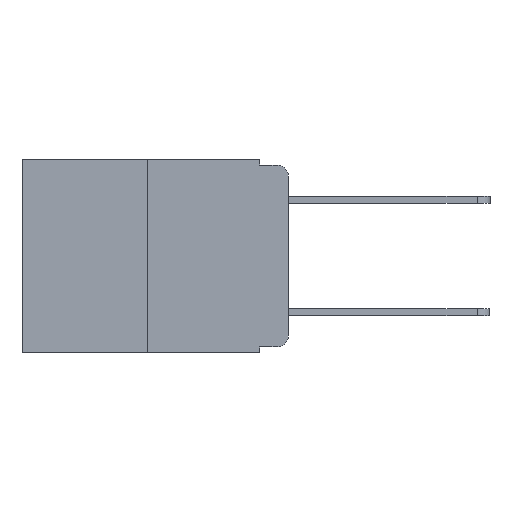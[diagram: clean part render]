
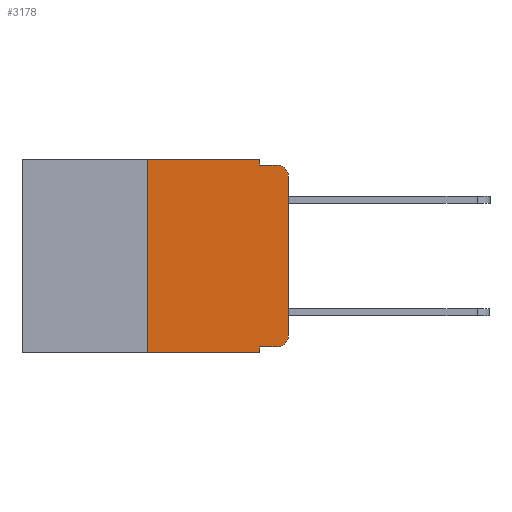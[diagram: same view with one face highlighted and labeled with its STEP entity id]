
A CAD part, left-side view. The second image highlights one B-rep face of the part: STEP entity #3178.
In plain terms, the highlighted planar face has unit normal (-1, 0, 0).
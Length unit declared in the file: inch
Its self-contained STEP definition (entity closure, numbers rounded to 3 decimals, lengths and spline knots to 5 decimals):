
#43 = DIRECTION ( 'NONE',  ( 0., 0., -1. ) ) ;
#139 = VERTEX_POINT ( 'NONE', #8032 ) ;
#393 = ORIENTED_EDGE ( 'NONE', *, *, #4167, .F. ) ;
#449 = CARTESIAN_POINT ( 'NONE',  ( 0., 0.051, 0. ) ) ;
#465 = DIRECTION ( 'NONE',  ( 0., -1., 0. ) ) ;
#588 = CARTESIAN_POINT ( 'NONE',  ( 0., 0.051, -0.01 ) ) ;
#691 = CARTESIAN_POINT ( 'NONE',  ( 0., 0.02, -0.333 ) ) ;
#693 = VECTOR ( 'NONE', #1313, 39.37008 ) ;
#767 = CARTESIAN_POINT ( 'NONE',  ( 0., 0.051, -0.333 ) ) ;
#844 = DIRECTION ( 'NONE',  ( 0., 0., 1. ) ) ;
#924 = DIRECTION ( 'NONE',  ( 0., 0., -1. ) ) ;
#955 = DIRECTION ( 'NONE',  ( 0., -1., 0. ) ) ;
#1025 = CARTESIAN_POINT ( 'NONE',  ( 0., 0.051, 0. ) ) ;
#1253 = DIRECTION ( 'NONE',  ( 0., 0., -1. ) ) ;
#1279 = VERTEX_POINT ( 'NONE', #6184 ) ;
#1313 = DIRECTION ( 'NONE',  ( 0., 0., 1. ) ) ;
#1907 = LINE ( 'NONE', #1025, #2253 ) ;
#1946 = CARTESIAN_POINT ( 'NONE',  ( 0., 0.473, 0. ) ) ;
#1978 = ORIENTED_EDGE ( 'NONE', *, *, #3710, .T. ) ;
#2057 = DIRECTION ( 'NONE',  ( 0., -1., 0. ) ) ;
#2113 = ORIENTED_EDGE ( 'NONE', *, *, #3978, .F. ) ;
#2253 = VECTOR ( 'NONE', #924, 39.37008 ) ;
#2768 = ORIENTED_EDGE ( 'NONE', *, *, #3961, .T. ) ;
#2877 = VECTOR ( 'NONE', #955, 39.37008 ) ;
#2992 = VERTEX_POINT ( 'NONE', #5883 ) ;
#3160 = ORIENTED_EDGE ( 'NONE', *, *, #3977, .F. ) ;
#3178 = ADVANCED_FACE ( 'NONE', ( #7359 ), #7646, .F. ) ;
#3686 = CARTESIAN_POINT ( 'NONE',  ( 0., 0., 0. ) ) ;
#3710 = EDGE_CURVE ( 'NONE', #9836, #6495, #6924, .T. ) ;
#3729 = DIRECTION ( 'NONE',  ( -1., 0., 0. ) ) ;
#3732 = CARTESIAN_POINT ( 'NONE',  ( 0., 0.02, -0.03 ) ) ;
#3959 = EDGE_CURVE ( 'NONE', #7851, #2992, #8472, .T. ) ;
#3961 = EDGE_CURVE ( 'NONE', #5054, #7851, #9639, .T. ) ;
#3977 = EDGE_CURVE ( 'NONE', #5054, #6495, #1907, .T. ) ;
#3978 = EDGE_CURVE ( 'NONE', #9836, #1279, #6538, .T. ) ;
#3979 = EDGE_CURVE ( 'NONE', #5138, #4364, #9458, .T. ) ;
#4000 = EDGE_CURVE ( 'NONE', #4364, #4880, #6326, .T. ) ;
#4014 = EDGE_CURVE ( 'NONE', #139, #4880, #8920, .T. ) ;
#4017 = EDGE_CURVE ( 'NONE', #2992, #139, #7554, .T. ) ;
#4167 = EDGE_CURVE ( 'NONE', #1279, #5138, #7091, .T. ) ;
#4200 = CARTESIAN_POINT ( 'NONE',  ( 0., 0.051, -0.01 ) ) ;
#4207 = VECTOR ( 'NONE', #43, 39.37008 ) ;
#4364 = VERTEX_POINT ( 'NONE', #4200 ) ;
#4546 = AXIS2_PLACEMENT_3D ( 'NONE', #9751, #9331, #9303 ) ;
#4755 = CARTESIAN_POINT ( 'NONE',  ( 0., 0.25, -0.343 ) ) ;
#4880 = VERTEX_POINT ( 'NONE', #7958 ) ;
#5054 = VERTEX_POINT ( 'NONE', #6973 ) ;
#5138 = VERTEX_POINT ( 'NONE', #6521 ) ;
#5337 = EDGE_LOOP ( 'NONE', ( #8666, #9269, #6659, #8391, #393, #2113, #1978, #3160, #2768, #8589 ) ) ;
#5876 = VECTOR ( 'NONE', #465, 39.37008 ) ;
#5883 = CARTESIAN_POINT ( 'NONE',  ( 0., 0., -0.313 ) ) ;
#6184 = CARTESIAN_POINT ( 'NONE',  ( 0., 0.25, 0. ) ) ;
#6326 = LINE ( 'NONE', #588, #5876 ) ;
#6495 = VERTEX_POINT ( 'NONE', #7059 ) ;
#6521 = CARTESIAN_POINT ( 'NONE',  ( 0., 0.051, 0. ) ) ;
#6538 = LINE ( 'NONE', #6591, #7925 ) ;
#6591 = CARTESIAN_POINT ( 'NONE',  ( 0., 0.25, 0. ) ) ;
#6659 = ORIENTED_EDGE ( 'NONE', *, *, #4000, .F. ) ;
#6924 = LINE ( 'NONE', #9253, #9828 ) ;
#6973 = CARTESIAN_POINT ( 'NONE',  ( 0., 0.051, -0.333 ) ) ;
#7059 = CARTESIAN_POINT ( 'NONE',  ( 0., 0.051, -0.343 ) ) ;
#7091 = LINE ( 'NONE', #1946, #2877 ) ;
#7359 = FACE_OUTER_BOUND ( 'NONE', #5337, .T. ) ;
#7554 = LINE ( 'NONE', #3686, #693 ) ;
#7570 = DIRECTION ( 'NONE',  ( 0., 0., -1. ) ) ;
#7587 = DIRECTION ( 'NONE',  ( 1., 0., 0. ) ) ;
#7646 = PLANE ( 'NONE',  #9645 ) ;
#7672 = CARTESIAN_POINT ( 'NONE',  ( 0., 0.473, 0. ) ) ;
#7772 = AXIS2_PLACEMENT_3D ( 'NONE', #3732, #3729, #1253 ) ;
#7851 = VERTEX_POINT ( 'NONE', #691 ) ;
#7925 = VECTOR ( 'NONE', #844, 39.37008 ) ;
#7958 = CARTESIAN_POINT ( 'NONE',  ( 0., 0.02, -0.01 ) ) ;
#8032 = CARTESIAN_POINT ( 'NONE',  ( 0., 0., -0.03 ) ) ;
#8125 = VECTOR ( 'NONE', #2057, 39.37008 ) ;
#8391 = ORIENTED_EDGE ( 'NONE', *, *, #3979, .F. ) ;
#8472 = CIRCLE ( 'NONE', #4546, 0.02 ) ;
#8589 = ORIENTED_EDGE ( 'NONE', *, *, #3959, .T. ) ;
#8666 = ORIENTED_EDGE ( 'NONE', *, *, #4017, .T. ) ;
#8920 = CIRCLE ( 'NONE', #7772, 0.02 ) ;
#9068 = DIRECTION ( 'NONE',  ( 0., -1., 0. ) ) ;
#9253 = CARTESIAN_POINT ( 'NONE',  ( 0., 0.473, -0.343 ) ) ;
#9269 = ORIENTED_EDGE ( 'NONE', *, *, #4014, .T. ) ;
#9303 = DIRECTION ( 'NONE',  ( 0., 0., -1. ) ) ;
#9331 = DIRECTION ( 'NONE',  ( -1., 0., 0. ) ) ;
#9458 = LINE ( 'NONE', #449, #4207 ) ;
#9639 = LINE ( 'NONE', #767, #8125 ) ;
#9645 = AXIS2_PLACEMENT_3D ( 'NONE', #7672, #7587, #7570 ) ;
#9751 = CARTESIAN_POINT ( 'NONE',  ( 0., 0.02, -0.313 ) ) ;
#9828 = VECTOR ( 'NONE', #9068, 39.37008 ) ;
#9836 = VERTEX_POINT ( 'NONE', #4755 ) ;
